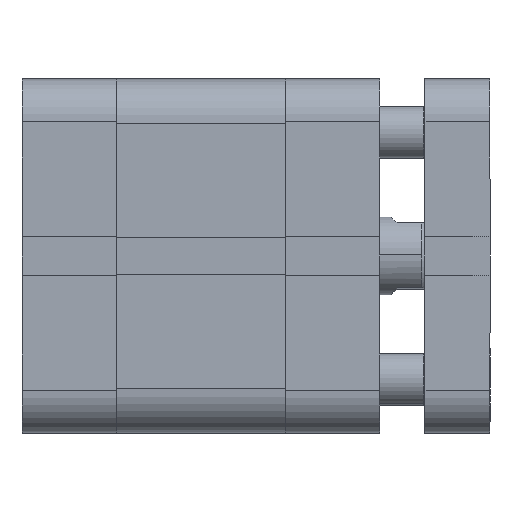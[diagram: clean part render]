
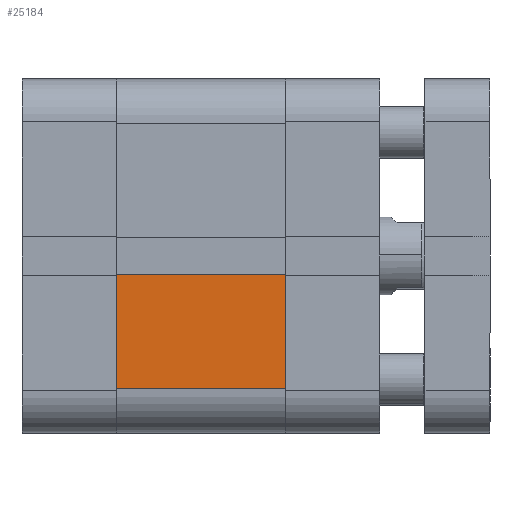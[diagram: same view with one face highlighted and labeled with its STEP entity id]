
A CAD part, front view. The second image highlights one B-rep face of the part: STEP entity #25184.
In plain terms, the highlighted planar face has unit normal (0, -1, 0).
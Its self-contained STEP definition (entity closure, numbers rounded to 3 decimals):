
#927 = CARTESIAN_POINT ( 'NONE',  ( 26., -27.25, -27.25 ) ) ;
#1069 = CARTESIAN_POINT ( 'NONE',  ( 26., -27.25, -20.45 ) ) ;
#1355 = VECTOR ( 'NONE', #7441, 1000. ) ;
#2728 = EDGE_CURVE ( 'NONE', #20308, #35468, #25709, .T. ) ;
#4339 = CARTESIAN_POINT ( 'NONE',  ( 26., -27.25, -27.25 ) ) ;
#5634 = VERTEX_POINT ( 'NONE', #22743 ) ;
#6901 = DIRECTION ( 'NONE',  ( 0., 0., -1. ) ) ;
#7049 = PLANE ( 'NONE',  #14835 ) ;
#7441 = DIRECTION ( 'NONE',  ( -1., 0., 0. ) ) ;
#7801 = CARTESIAN_POINT ( 'NONE',  ( 26., -27.25, -20.45 ) ) ;
#11882 = EDGE_CURVE ( 'NONE', #31411, #35468, #29124, .T. ) ;
#12488 = EDGE_LOOP ( 'NONE', ( #34202, #15306, #30983, #18691 ) ) ;
#13460 = VECTOR ( 'NONE', #6901, 1000. ) ;
#14147 = DIRECTION ( 'NONE',  ( 0., 0., -1. ) ) ;
#14835 = AXIS2_PLACEMENT_3D ( 'NONE', #4339, #29141, #31330 ) ;
#15306 = ORIENTED_EDGE ( 'NONE', *, *, #18485, .T. ) ;
#18374 = CARTESIAN_POINT ( 'NONE',  ( 26., -27.25, -2.8 ) ) ;
#18485 = EDGE_CURVE ( 'NONE', #5634, #31411, #31714, .T. ) ;
#18691 = ORIENTED_EDGE ( 'NONE', *, *, #2728, .F. ) ;
#20308 = VERTEX_POINT ( 'NONE', #18374 ) ;
#20982 = DIRECTION ( 'NONE',  ( 1., 0., 0. ) ) ;
#22743 = CARTESIAN_POINT ( 'NONE',  ( 0., -27.25, -2.8 ) ) ;
#24288 = VECTOR ( 'NONE', #14147, 1000. ) ;
#25184 = ADVANCED_FACE ( 'NONE', ( #26066 ), #7049, .F. ) ;
#25709 = LINE ( 'NONE', #927, #24288 ) ;
#25732 = CARTESIAN_POINT ( 'NONE',  ( 0., -27.25, -27.25 ) ) ;
#26066 = FACE_OUTER_BOUND ( 'NONE', #12488, .T. ) ;
#26664 = LINE ( 'NONE', #32475, #1355 ) ;
#29124 = LINE ( 'NONE', #1069, #31253 ) ;
#29141 = DIRECTION ( 'NONE',  ( 0., 1., 0. ) ) ;
#30983 = ORIENTED_EDGE ( 'NONE', *, *, #11882, .T. ) ;
#31253 = VECTOR ( 'NONE', #20982, 1000. ) ;
#31330 = DIRECTION ( 'NONE',  ( 0., 0., 1. ) ) ;
#31411 = VERTEX_POINT ( 'NONE', #35094 ) ;
#31714 = LINE ( 'NONE', #25732, #13460 ) ;
#32475 = CARTESIAN_POINT ( 'NONE',  ( 26.001, -27.25, -2.8 ) ) ;
#33047 = EDGE_CURVE ( 'NONE', #20308, #5634, #26664, .T. ) ;
#34202 = ORIENTED_EDGE ( 'NONE', *, *, #33047, .T. ) ;
#35094 = CARTESIAN_POINT ( 'NONE',  ( 0., -27.25, -20.45 ) ) ;
#35468 = VERTEX_POINT ( 'NONE', #7801 ) ;
